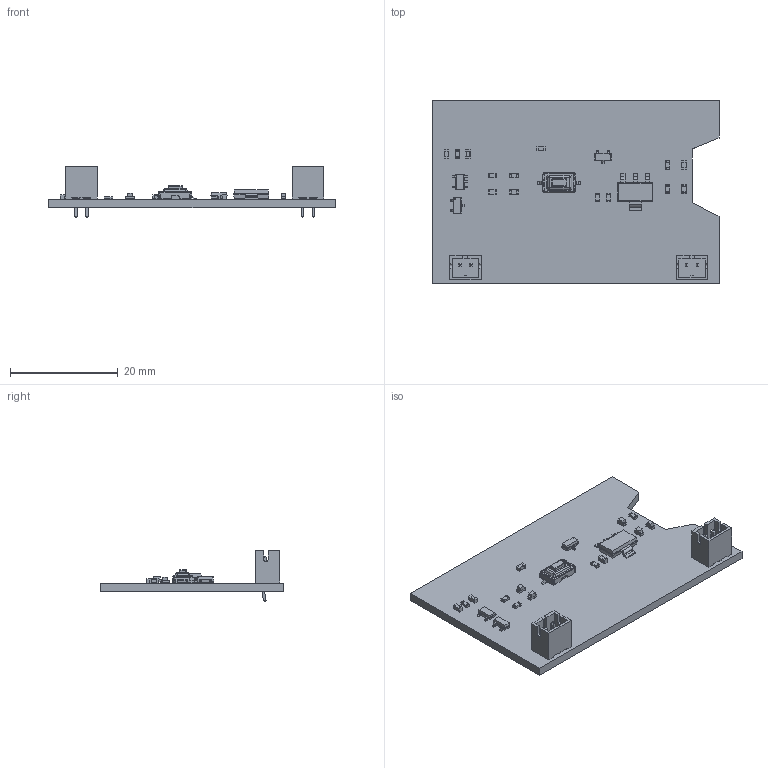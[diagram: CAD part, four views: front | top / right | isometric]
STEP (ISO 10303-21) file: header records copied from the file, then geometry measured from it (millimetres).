
FILE_DESCRIPTION(('KiCad electronic assembly'),'2;1');
FILE_NAME('gamer_notifier.step','2024-07-31T22:09:33',('Pcbnew'),( 'Kicad'),'Open CASCADE STEP processor 7.6','KiCad to STEP converter' ,'Unknown');
FILE_SCHEMA(('AUTOMOTIVE_DESIGN { 1 0 10303 214 1 1 1 1 }'));
Length unit declared in the file: millimetre
Products named in the file (18): gamer_notifier 1; TSOT-23-5; TSOT_23_5; C_0603_1608Metric; R_0603_1608Metric; LED_0603_1608Metric; JST_PH_B2B-PH-K_1x02_P2.00mm_Vertical; JST_B2B_PH_K; SW_Tactile_SPST_NO_Straight_CK_PTS636Sx25SMTRLFS; PTS636Sx25SMTRLFS; SOT-23-3; SOT-223; SOT_223; _autosave-gamer_notifier_PCB
Assembly tree (30 placements, depth 3):
  gamer_notifier 1
    TSOT-23-5
      TSOT_23_5
    C_0603_1608Metric  x4
      C_0603_1608Metric
    R_0603_1608Metric  x5
      R_0603_1608Metric
    LED_0603_1608Metric  x5
      LED_0603_1608Metric
    JST_PH_B2B-PH-K_1x02_P2.00mm_Vertical  x2
      JST_B2B_PH_K
    SW_Tactile_SPST_NO_Straight_CK_PTS636Sx25SMTRLFS
      PTS636Sx25SMTRLFS
    SOT-23-3  x2
      SOT-23-3
    SOT-223
      SOT_223
    _autosave-gamer_notifier_PCB
Bounding box: 53 x 34 x 9.4 mm (x, y, z)
Volume: 3051.4 mm3; surface area: 4723.5 mm2
Topology: 26 solids, 26 shells, 1248 faces, 3244 edges, 2062 vertices
Faces by surface type: plane 895, cylinder 256, bspline 89, sphere 8
Full cylindrical faces by diameter (mm): 0.75 x4
Entity records: 26101 total; most frequent: CARTESIAN_POINT 4166, ORIENTED_EDGE 3574, DIRECTION 3304, EDGE_CURVE 1787, LINE 1398, VECTOR 1398, VERTEX_POINT 1123, AXIS2_PLACEMENT_3D 953
